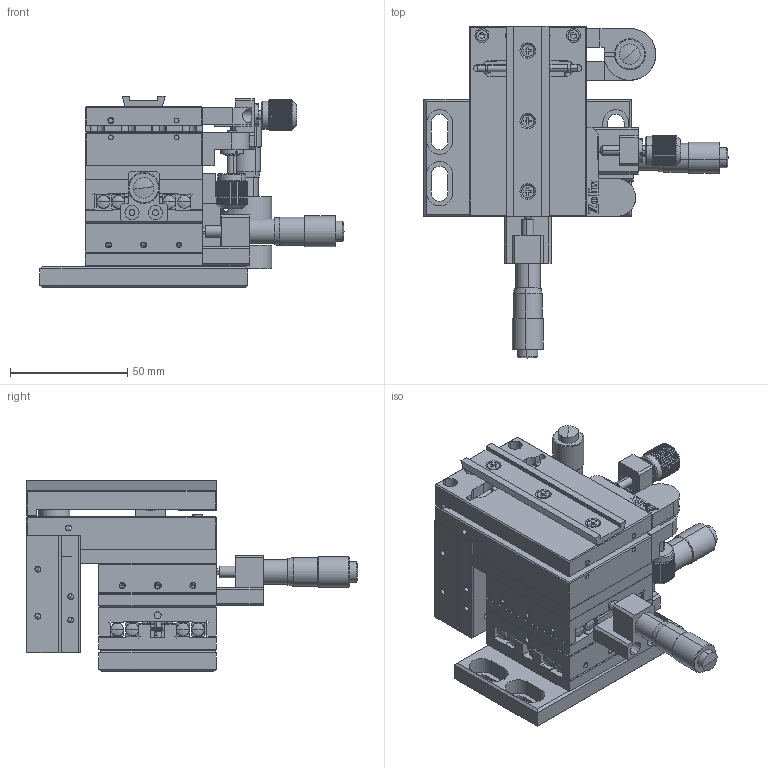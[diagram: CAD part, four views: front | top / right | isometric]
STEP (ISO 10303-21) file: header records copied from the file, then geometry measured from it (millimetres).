
FILE_DESCRIPTION (( 'STEP AP203' ), '1' );
FILE_NAME ('NFP-5561L.step', '2019-05-08T07:28:38', ( '' ), ( '' ), 'SwSTEP 2.0', 'SolidWorks 2017', '' );
FILE_SCHEMA (( 'CONFIG_CONTROL_DESIGN' ));
Length unit declared in the file: millimetre
Products named in the file (1): NFP-5561L
Bounding box: 129.5 x 141.3 x 81.5 mm (x, y, z)
Surface area: 104676.1 mm2 (no closed solid volume)
Topology: 0 solids, 114 shells, 1326 faces, 4991 edges, 3624 vertices
Faces by surface type: plane 815, cylinder 313, cone 108, torus 44, bspline 34, sphere 12
Entity records: 53602 total; most frequent: CARTESIAN_POINT 11648, DIRECTION 8758, ORIENTED_EDGE 7756, EDGE_CURVE 4908, VERTEX_POINT 3615, LINE 2936, VECTOR 2936, AXIS2_PLACEMENT_3D 2911
